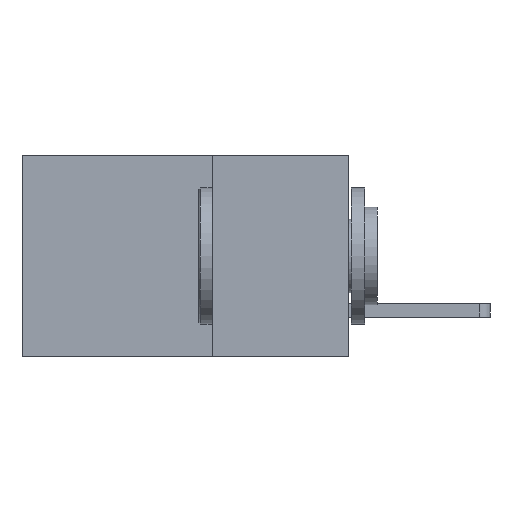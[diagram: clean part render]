
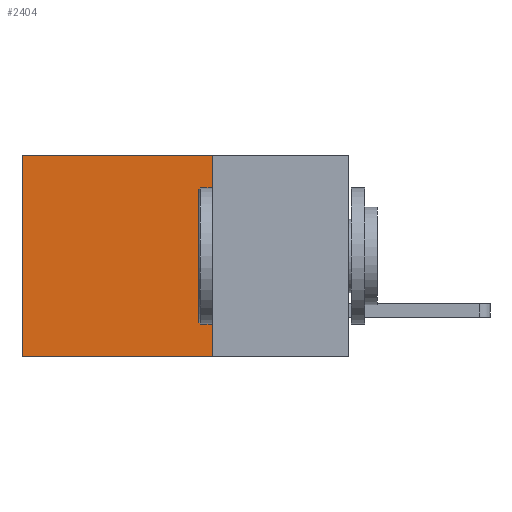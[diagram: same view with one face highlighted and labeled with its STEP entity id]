
A CAD part, left-side view. The second image highlights one B-rep face of the part: STEP entity #2404.
In plain terms, the highlighted planar face has unit normal (-1, 0, 0).
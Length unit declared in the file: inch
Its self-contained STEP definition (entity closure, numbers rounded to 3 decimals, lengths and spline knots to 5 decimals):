
#569 = CARTESIAN_POINT ( 'NONE',  ( 0.298, 0.25, 0. ) ) ;
#765 = VECTOR ( 'NONE', #4292, 39.37008 ) ;
#852 = ORIENTED_EDGE ( 'NONE', *, *, #7080, .T. ) ;
#1861 = ORIENTED_EDGE ( 'NONE', *, *, #6223, .F. ) ;
#2034 = CARTESIAN_POINT ( 'NONE',  ( 0.298, 0.25, -0.37 ) ) ;
#2086 = VERTEX_POINT ( 'NONE', #9429 ) ;
#2255 = EDGE_CURVE ( 'NONE', #2086, #7444, #3776, .T. ) ;
#2404 = ADVANCED_FACE ( 'NONE', ( #6389 ), #9036, .F. ) ;
#2715 = VERTEX_POINT ( 'NONE', #4187 ) ;
#2895 = VECTOR ( 'NONE', #8831, 39.37008 ) ;
#3352 = ORIENTED_EDGE ( 'NONE', *, *, #2255, .T. ) ;
#3458 = LINE ( 'NONE', #9011, #9433 ) ;
#3776 = LINE ( 'NONE', #8915, #5565 ) ;
#3830 = DIRECTION ( 'NONE',  ( 1., 0., 0. ) ) ;
#4187 = CARTESIAN_POINT ( 'NONE',  ( 0.298, 0.25, 0. ) ) ;
#4292 = DIRECTION ( 'NONE',  ( 0., 1., 0. ) ) ;
#4921 = LINE ( 'NONE', #569, #2895 ) ;
#5186 = DIRECTION ( 'NONE',  ( 0., 0., -1. ) ) ;
#5532 = EDGE_CURVE ( 'NONE', #2715, #7526, #4921, .T. ) ;
#5565 = VECTOR ( 'NONE', #5186, 39.37008 ) ;
#5702 = AXIS2_PLACEMENT_3D ( 'NONE', #6084, #3830, #9068 ) ;
#6071 = EDGE_LOOP ( 'NONE', ( #3352, #1861, #9692, #852 ) ) ;
#6084 = CARTESIAN_POINT ( 'NONE',  ( 0.298, 0.25, 0. ) ) ;
#6121 = CARTESIAN_POINT ( 'NONE',  ( 0.298, 0.25, -0.37 ) ) ;
#6223 = EDGE_CURVE ( 'NONE', #7526, #7444, #7039, .T. ) ;
#6389 = FACE_OUTER_BOUND ( 'NONE', #6071, .T. ) ;
#7039 = LINE ( 'NONE', #2034, #765 ) ;
#7080 = EDGE_CURVE ( 'NONE', #2715, #2086, #3458, .T. ) ;
#7444 = VERTEX_POINT ( 'NONE', #9453 ) ;
#7526 = VERTEX_POINT ( 'NONE', #6121 ) ;
#8831 = DIRECTION ( 'NONE',  ( 0., 0., -1. ) ) ;
#8915 = CARTESIAN_POINT ( 'NONE',  ( 0.298, 0.6, 0. ) ) ;
#9011 = CARTESIAN_POINT ( 'NONE',  ( 0.298, 0.25, 0. ) ) ;
#9036 = PLANE ( 'NONE',  #5702 ) ;
#9068 = DIRECTION ( 'NONE',  ( 0., 0., -1. ) ) ;
#9429 = CARTESIAN_POINT ( 'NONE',  ( 0.298, 0.6, 0. ) ) ;
#9433 = VECTOR ( 'NONE', #9710, 39.37008 ) ;
#9453 = CARTESIAN_POINT ( 'NONE',  ( 0.298, 0.6, -0.37 ) ) ;
#9692 = ORIENTED_EDGE ( 'NONE', *, *, #5532, .F. ) ;
#9710 = DIRECTION ( 'NONE',  ( 0., 1., 0. ) ) ;
